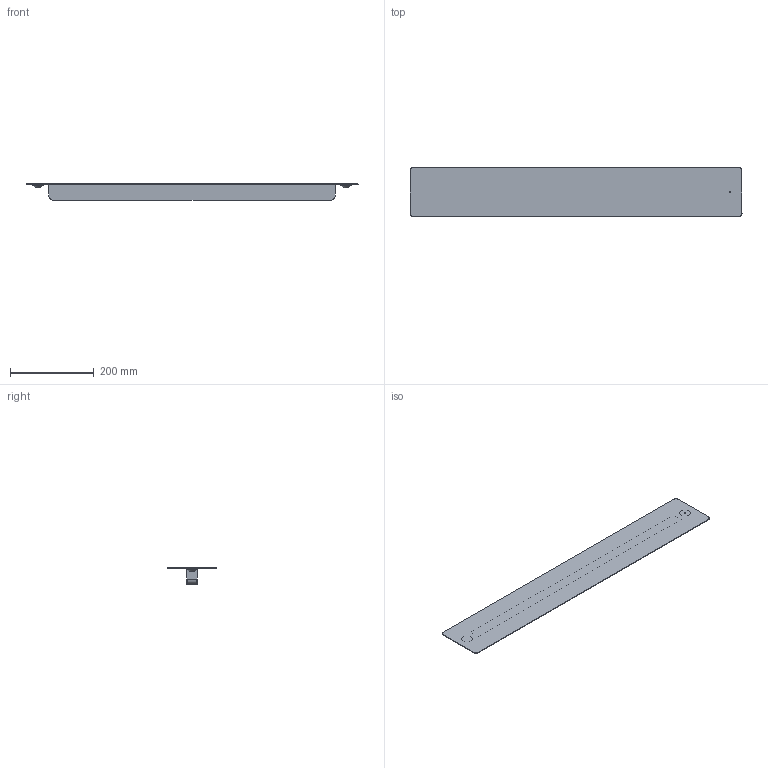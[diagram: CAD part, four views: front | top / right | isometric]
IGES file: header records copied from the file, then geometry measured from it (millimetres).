
Start section: SolidWorks IGES file using analytic representation for surfaces
Global section: file name: HALOS32-EXT - Halo Extended Sconce - 32 inches.IGS; native system: SolidWorks 2015; preprocessor: SolidWorks 2015; author: Design; date: 190716.151833; units: millimetre
Bounding box: 793.88 x 117.35 x 39.98 mm (x, y, z)
Surface area: 243579.5 mm2 (no closed solid volume)
Topology: 0 solids, 0 shells, 42 faces, 551 edges, 551 vertices
Faces by surface type: revolution 21, bspline 21
